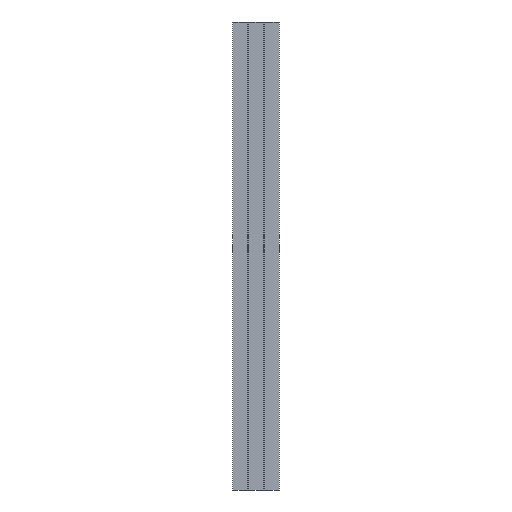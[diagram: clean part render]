
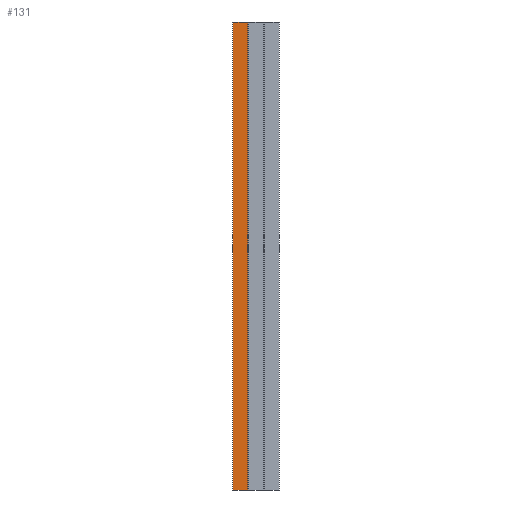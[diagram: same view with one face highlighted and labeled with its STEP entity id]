
A CAD part, left-side view. The second image highlights one B-rep face of the part: STEP entity #131.
In plain terms, the highlighted planar face has unit normal (-1, 0, 0).
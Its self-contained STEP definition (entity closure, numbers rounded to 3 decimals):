
#19 = LINE ( 'NONE', #1814, #2056 ) ;
#131 = ADVANCED_FACE ( 'NONE', ( #441 ), #252, .F. ) ;
#153 = VERTEX_POINT ( 'NONE', #1198 ) ;
#213 = EDGE_CURVE ( 'NONE', #1425, #303, #1587, .T. ) ;
#252 = PLANE ( 'NONE',  #1026 ) ;
#272 = DIRECTION ( 'NONE',  ( 0., 1., 0. ) ) ;
#289 = VECTOR ( 'NONE', #648, 1000. ) ;
#297 = EDGE_CURVE ( 'NONE', #303, #1850, #1429, .T. ) ;
#303 = VERTEX_POINT ( 'NONE', #1262 ) ;
#393 = EDGE_CURVE ( 'NONE', #153, #1850, #1060, .T. ) ;
#407 = EDGE_LOOP ( 'NONE', ( #533, #899, #855, #1024 ) ) ;
#441 = FACE_OUTER_BOUND ( 'NONE', #407, .T. ) ;
#533 = ORIENTED_EDGE ( 'NONE', *, *, #297, .T. ) ;
#581 = CARTESIAN_POINT ( 'NONE',  ( -10., 0., 200. ) ) ;
#648 = DIRECTION ( 'NONE',  ( 0., -1., 0. ) ) ;
#795 = CARTESIAN_POINT ( 'NONE',  ( -10., 3.6, 0. ) ) ;
#855 = ORIENTED_EDGE ( 'NONE', *, *, #1399, .F. ) ;
#893 = CARTESIAN_POINT ( 'NONE',  ( -10., 3.6, 200. ) ) ;
#899 = ORIENTED_EDGE ( 'NONE', *, *, #393, .F. ) ;
#937 = DIRECTION ( 'NONE',  ( 0., 0., -1. ) ) ;
#959 = DIRECTION ( 'NONE',  ( 0., -1., 0. ) ) ;
#995 = VECTOR ( 'NONE', #937, 1000. ) ;
#1024 = ORIENTED_EDGE ( 'NONE', *, *, #213, .T. ) ;
#1026 = AXIS2_PLACEMENT_3D ( 'NONE', #581, #1072, #272 ) ;
#1060 = LINE ( 'NONE', #893, #1531 ) ;
#1072 = DIRECTION ( 'NONE',  ( 1., 0., 0. ) ) ;
#1103 = CARTESIAN_POINT ( 'NONE',  ( -10., 10., 200. ) ) ;
#1198 = CARTESIAN_POINT ( 'NONE',  ( -10., 3.6, 200. ) ) ;
#1262 = CARTESIAN_POINT ( 'NONE',  ( -10., 10., 0. ) ) ;
#1399 = EDGE_CURVE ( 'NONE', #1425, #153, #19, .T. ) ;
#1425 = VERTEX_POINT ( 'NONE', #2094 ) ;
#1429 = LINE ( 'NONE', #2093, #289 ) ;
#1531 = VECTOR ( 'NONE', #1720, 1000. ) ;
#1587 = LINE ( 'NONE', #1103, #995 ) ;
#1720 = DIRECTION ( 'NONE',  ( 0., 0., -1. ) ) ;
#1814 = CARTESIAN_POINT ( 'NONE',  ( -10., 0., 200. ) ) ;
#1850 = VERTEX_POINT ( 'NONE', #795 ) ;
#2056 = VECTOR ( 'NONE', #959, 1000. ) ;
#2093 = CARTESIAN_POINT ( 'NONE',  ( -10., 0., 0. ) ) ;
#2094 = CARTESIAN_POINT ( 'NONE',  ( -10., 10., 200. ) ) ;
